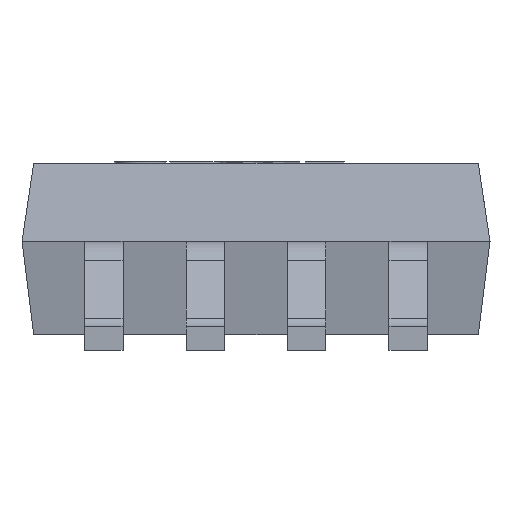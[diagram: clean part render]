
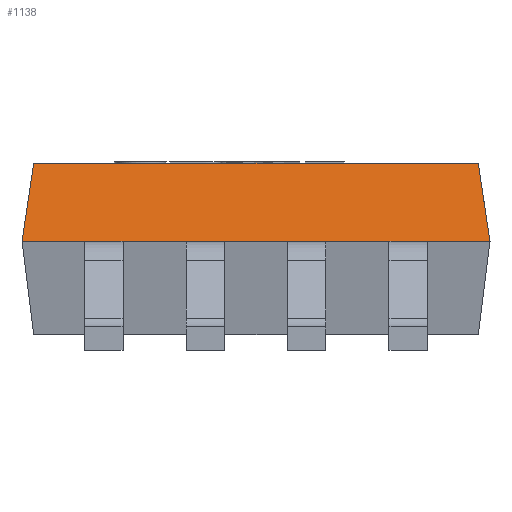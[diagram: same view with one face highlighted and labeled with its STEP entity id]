
A CAD part, left-side view. The second image highlights one B-rep face of the part: STEP entity #1138.
In plain terms, the highlighted free-form (B-spline) face has degree [1, 1] with [2, 2] control points.
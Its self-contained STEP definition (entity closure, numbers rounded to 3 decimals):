
#66 = VERTEX_POINT('',#67);
#67 = CARTESIAN_POINT('',(-2.09,-1.425,1.2));
#73 = EDGE_CURVE('',#66,#74,#76,.T.);
#74 = VERTEX_POINT('',#75);
#75 = CARTESIAN_POINT('',(-2.09,1.425,1.2));
#76 = LINE('',#77,#78);
#77 = CARTESIAN_POINT('',(-2.09,-1.425,1.2));
#78 = VECTOR('',#79,1.);
#79 = DIRECTION('',(0.,1.,0.));
#1027 = EDGE_CURVE('',#66,#1028,#1030,.T.);
#1028 = VERTEX_POINT('',#1029);
#1029 = CARTESIAN_POINT('',(-2.2,-1.5,0.7));
#1030 = B_SPLINE_CURVE_WITH_KNOTS('',1,(#1031,#1032),.UNSPECIFIED.,.F.,
  .F.,(2,2),(0.,1.),.PIECEWISE_BEZIER_KNOTS.);
#1031 = CARTESIAN_POINT('',(-2.09,-1.425,1.2));
#1032 = CARTESIAN_POINT('',(-2.2,-1.5,0.7));
#1138 = ADVANCED_FACE('',(#1139),#1220,.T.);
#1139 = FACE_BOUND('',#1140,.T.);
#1140 = EDGE_LOOP('',(#1141,#1142,#1149,#1157,#1165,#1173,#1181,#1189,
    #1197,#1205,#1213,#1219));
#1141 = ORIENTED_EDGE('',*,*,#73,.T.);
#1142 = ORIENTED_EDGE('',*,*,#1143,.T.);
#1143 = EDGE_CURVE('',#74,#1144,#1146,.T.);
#1144 = VERTEX_POINT('',#1145);
#1145 = CARTESIAN_POINT('',(-2.2,1.5,0.7));
#1146 = B_SPLINE_CURVE_WITH_KNOTS('',1,(#1147,#1148),.UNSPECIFIED.,.F.,
  .F.,(2,2),(0.,1.),.PIECEWISE_BEZIER_KNOTS.);
#1147 = CARTESIAN_POINT('',(-2.09,1.425,1.2));
#1148 = CARTESIAN_POINT('',(-2.2,1.5,0.7));
#1149 = ORIENTED_EDGE('',*,*,#1150,.F.);
#1150 = EDGE_CURVE('',#1151,#1144,#1153,.T.);
#1151 = VERTEX_POINT('',#1152);
#1152 = CARTESIAN_POINT('',(-2.2,1.098,0.7));
#1153 = LINE('',#1154,#1155);
#1154 = CARTESIAN_POINT('',(-2.2,-1.5,0.7));
#1155 = VECTOR('',#1156,1.);
#1156 = DIRECTION('',(0.,1.,0.));
#1157 = ORIENTED_EDGE('',*,*,#1158,.F.);
#1158 = EDGE_CURVE('',#1159,#1151,#1161,.T.);
#1159 = VERTEX_POINT('',#1160);
#1160 = CARTESIAN_POINT('',(-2.2,0.853,0.7));
#1161 = LINE('',#1162,#1163);
#1162 = CARTESIAN_POINT('',(-2.2,-1.5,0.7));
#1163 = VECTOR('',#1164,1.);
#1164 = DIRECTION('',(0.,1.,0.));
#1165 = ORIENTED_EDGE('',*,*,#1166,.F.);
#1166 = EDGE_CURVE('',#1167,#1159,#1169,.T.);
#1167 = VERTEX_POINT('',#1168);
#1168 = CARTESIAN_POINT('',(-2.2,0.448,0.7));
#1169 = LINE('',#1170,#1171);
#1170 = CARTESIAN_POINT('',(-2.2,-1.5,0.7));
#1171 = VECTOR('',#1172,1.);
#1172 = DIRECTION('',(0.,1.,0.));
#1173 = ORIENTED_EDGE('',*,*,#1174,.F.);
#1174 = EDGE_CURVE('',#1175,#1167,#1177,.T.);
#1175 = VERTEX_POINT('',#1176);
#1176 = CARTESIAN_POINT('',(-2.2,0.203,0.7));
#1177 = LINE('',#1178,#1179);
#1178 = CARTESIAN_POINT('',(-2.2,-1.5,0.7));
#1179 = VECTOR('',#1180,1.);
#1180 = DIRECTION('',(0.,1.,0.));
#1181 = ORIENTED_EDGE('',*,*,#1182,.F.);
#1182 = EDGE_CURVE('',#1183,#1175,#1185,.T.);
#1183 = VERTEX_POINT('',#1184);
#1184 = CARTESIAN_POINT('',(-2.2,-0.203,0.7));
#1185 = LINE('',#1186,#1187);
#1186 = CARTESIAN_POINT('',(-2.2,-1.5,0.7));
#1187 = VECTOR('',#1188,1.);
#1188 = DIRECTION('',(0.,1.,0.));
#1189 = ORIENTED_EDGE('',*,*,#1190,.F.);
#1190 = EDGE_CURVE('',#1191,#1183,#1193,.T.);
#1191 = VERTEX_POINT('',#1192);
#1192 = CARTESIAN_POINT('',(-2.2,-0.448,0.7));
#1193 = LINE('',#1194,#1195);
#1194 = CARTESIAN_POINT('',(-2.2,-1.5,0.7));
#1195 = VECTOR('',#1196,1.);
#1196 = DIRECTION('',(0.,1.,0.));
#1197 = ORIENTED_EDGE('',*,*,#1198,.F.);
#1198 = EDGE_CURVE('',#1199,#1191,#1201,.T.);
#1199 = VERTEX_POINT('',#1200);
#1200 = CARTESIAN_POINT('',(-2.2,-0.853,0.7));
#1201 = LINE('',#1202,#1203);
#1202 = CARTESIAN_POINT('',(-2.2,-1.5,0.7));
#1203 = VECTOR('',#1204,1.);
#1204 = DIRECTION('',(0.,1.,0.));
#1205 = ORIENTED_EDGE('',*,*,#1206,.F.);
#1206 = EDGE_CURVE('',#1207,#1199,#1209,.T.);
#1207 = VERTEX_POINT('',#1208);
#1208 = CARTESIAN_POINT('',(-2.2,-1.098,0.7));
#1209 = LINE('',#1210,#1211);
#1210 = CARTESIAN_POINT('',(-2.2,-1.5,0.7));
#1211 = VECTOR('',#1212,1.);
#1212 = DIRECTION('',(0.,1.,0.));
#1213 = ORIENTED_EDGE('',*,*,#1214,.F.);
#1214 = EDGE_CURVE('',#1028,#1207,#1215,.T.);
#1215 = LINE('',#1216,#1217);
#1216 = CARTESIAN_POINT('',(-2.2,-1.5,0.7));
#1217 = VECTOR('',#1218,1.);
#1218 = DIRECTION('',(0.,1.,0.));
#1219 = ORIENTED_EDGE('',*,*,#1027,.F.);
#1220 = B_SPLINE_SURFACE_WITH_KNOTS('',1,1,(
    (#1221,#1222)
    ,(#1223,#1224
    )),.UNSPECIFIED.,.F.,.F.,.F.,(2,2),(2,2),(0.,3.),(0.,1.),
  .PIECEWISE_BEZIER_KNOTS.);
#1221 = CARTESIAN_POINT('',(-2.09,-1.425,1.2));
#1222 = CARTESIAN_POINT('',(-2.2,-1.5,0.7));
#1223 = CARTESIAN_POINT('',(-2.09,1.425,1.2));
#1224 = CARTESIAN_POINT('',(-2.2,1.5,0.7));
